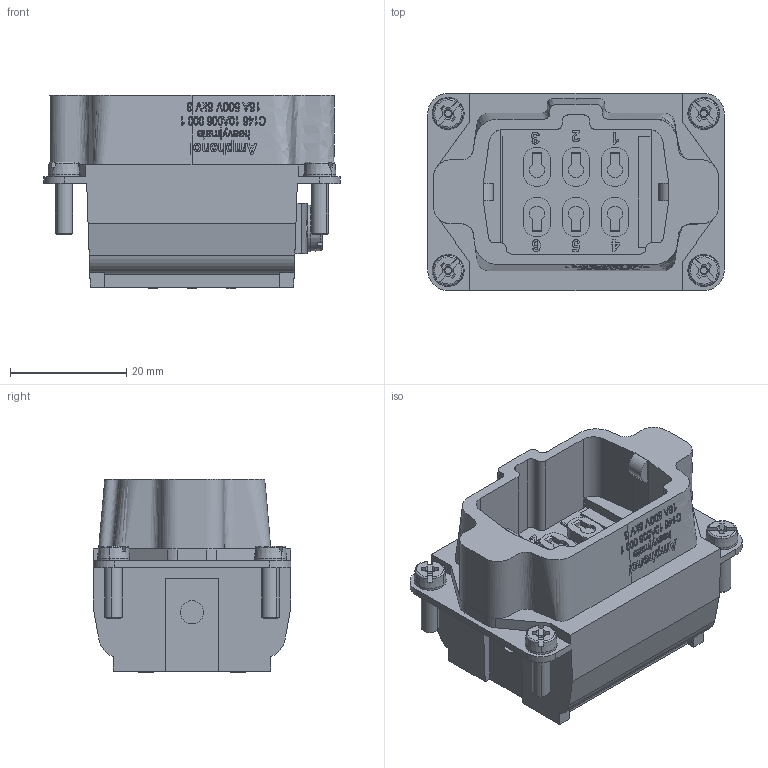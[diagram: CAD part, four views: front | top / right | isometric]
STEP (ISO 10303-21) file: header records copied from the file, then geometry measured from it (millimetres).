
FILE_DESCRIPTION(/* description */ (''),/* implementation_level */ '2;1');
FILE_NAME(/* name */ 'c146 10a006 000 1_c3d.stp',/* time_stamp */ '2018-08-23T10:02:54+02:00',/* author */ (''),/* organization */ (''),/* preprocessor_version */ 'ST-DEVELOPER v16',/* originating_system */ 'SIEMENS PLM Software NX 11.0',/* authorisation */ '');
FILE_SCHEMA (('AUTOMOTIVE_DESIGN { 1 0 10303 214 3 1 1 1 }'));
Length unit declared in the file: millimetre
Products named in the file (1): c146 10a006 000 1nxm001-01
Bounding box: 51 x 34 x 33.3 mm (x, y, z)
Volume: 29103.5 mm3; surface area: 10658.5 mm2
Topology: 1 solids, 1 shells, 973 faces, 2554 edges, 1697 vertices
Faces by surface type: plane 580, extrusion 196, cylinder 102, cone 46, bspline 33, torus 16
Full cylindrical faces by diameter (mm): 4 x3, 8 x1
Entity records: 45358 total; most frequent: CARTESIAN_POINT 20509, ORIENTED_EDGE 5086, DIRECTION 3373, EDGE_CURVE 2543, VERTEX_POINT 1692, VECTOR 1353, B_SPLINE_CURVE_WITH_KNOTS 1246, LINE 1157
